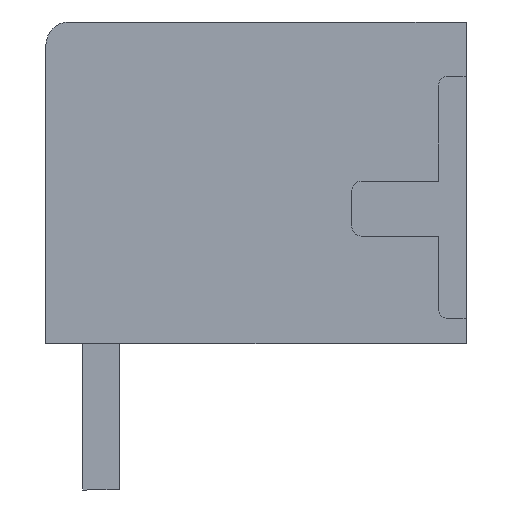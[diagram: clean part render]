
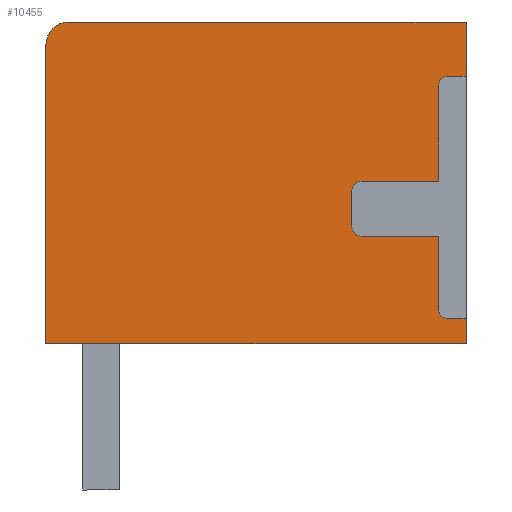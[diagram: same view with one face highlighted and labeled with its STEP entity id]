
A CAD part, left-side view. The second image highlights one B-rep face of the part: STEP entity #10455.
In plain terms, the highlighted planar face has unit normal (-1, 0, 0).
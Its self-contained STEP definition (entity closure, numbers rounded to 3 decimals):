
#10037=CARTESIAN_POINT('',(-23.26,-7.995,0.56));
#10038=VERTEX_POINT('',#10037);
#10039=CARTESIAN_POINT('',(-23.26,-7.595,0.56));
#10040=VERTEX_POINT('',#10039);
#10041=CARTESIAN_POINT('',(-23.26,-7.995,0.56));
#10042=DIRECTION('',(0.0,1.0,0.0));
#10043=VECTOR('',#10042,0.4);
#10044=LINE('',#10041,#10043);
#10045=EDGE_CURVE('',#10038,#10040,#10044,.T.);
#10077=CARTESIAN_POINT('',(-23.26,-7.395,0.76));
#10078=VERTEX_POINT('',#10077);
#10079=CARTESIAN_POINT('',(-23.26,-7.595,0.76));
#10080=DIRECTION('',(1.0,0.0,0.0));
#10081=DIRECTION('',(0.0,1.0,0.0));
#10082=AXIS2_PLACEMENT_3D('',#10079,#10080,#10081);
#10083=CIRCLE('',#10082,0.2);
#10084=EDGE_CURVE('',#10040,#10078,#10083,.T.);
#10110=CARTESIAN_POINT('',(-23.26,-7.395,2.36));
#10111=VERTEX_POINT('',#10110);
#10112=CARTESIAN_POINT('',(-23.26,-7.395,0.76));
#10113=DIRECTION('',(0.0,0.0,1.0));
#10114=VECTOR('',#10113,1.6);
#10115=LINE('',#10112,#10114);
#10116=EDGE_CURVE('',#10078,#10111,#10115,.T.);
#10141=CARTESIAN_POINT('',(-23.26,-5.695,2.36));
#10142=VERTEX_POINT('',#10141);
#10143=CARTESIAN_POINT('',(-23.26,-7.395,2.36));
#10144=DIRECTION('',(0.0,1.0,0.0));
#10145=VECTOR('',#10144,1.7);
#10146=LINE('',#10143,#10145);
#10147=EDGE_CURVE('',#10111,#10142,#10146,.T.);
#10172=CARTESIAN_POINT('',(-23.26,-5.495,2.56));
#10173=VERTEX_POINT('',#10172);
#10174=CARTESIAN_POINT('',(-23.26,-5.695,2.56));
#10175=DIRECTION('',(1.0,0.0,0.0));
#10176=DIRECTION('',(0.0,1.0,0.0));
#10177=AXIS2_PLACEMENT_3D('',#10174,#10175,#10176);
#10178=CIRCLE('',#10177,0.2);
#10179=EDGE_CURVE('',#10142,#10173,#10178,.T.);
#10205=CARTESIAN_POINT('',(-23.26,-5.495,3.36));
#10206=VERTEX_POINT('',#10205);
#10207=CARTESIAN_POINT('',(-23.26,-5.495,2.56));
#10208=DIRECTION('',(0.0,0.0,1.0));
#10209=VECTOR('',#10208,0.8);
#10210=LINE('',#10207,#10209);
#10211=EDGE_CURVE('',#10173,#10206,#10210,.T.);
#10236=CARTESIAN_POINT('',(-23.26,-5.695,3.56));
#10237=VERTEX_POINT('',#10236);
#10238=CARTESIAN_POINT('',(-23.26,-5.695,3.36));
#10239=DIRECTION('',(1.0,0.0,0.0));
#10240=DIRECTION('',(0.0,0.0,1.0));
#10241=AXIS2_PLACEMENT_3D('',#10238,#10239,#10240);
#10242=CIRCLE('',#10241,0.2);
#10243=EDGE_CURVE('',#10206,#10237,#10242,.T.);
#10269=CARTESIAN_POINT('',(-23.26,-7.395,3.56));
#10270=VERTEX_POINT('',#10269);
#10271=CARTESIAN_POINT('',(-23.26,-5.695,3.56));
#10272=DIRECTION('',(0.0,-1.0,0.0));
#10273=VECTOR('',#10272,1.7);
#10274=LINE('',#10271,#10273);
#10275=EDGE_CURVE('',#10237,#10270,#10274,.T.);
#10300=CARTESIAN_POINT('',(-23.26,-7.395,5.66));
#10301=VERTEX_POINT('',#10300);
#10302=CARTESIAN_POINT('',(-23.26,-7.395,3.56));
#10303=DIRECTION('',(0.0,0.0,1.0));
#10304=VECTOR('',#10303,2.1);
#10305=LINE('',#10302,#10304);
#10306=EDGE_CURVE('',#10270,#10301,#10305,.T.);
#10331=CARTESIAN_POINT('',(-23.26,-7.595,5.86));
#10332=VERTEX_POINT('',#10331);
#10333=CARTESIAN_POINT('',(-23.26,-7.595,5.66));
#10334=DIRECTION('',(1.0,0.0,0.0));
#10335=DIRECTION('',(0.0,0.0,1.0));
#10336=AXIS2_PLACEMENT_3D('',#10333,#10334,#10335);
#10337=CIRCLE('',#10336,0.2);
#10338=EDGE_CURVE('',#10301,#10332,#10337,.T.);
#10364=CARTESIAN_POINT('',(-23.26,-7.995,5.86));
#10365=VERTEX_POINT('',#10364);
#10366=CARTESIAN_POINT('',(-23.26,-7.595,5.86));
#10367=DIRECTION('',(0.0,-1.0,0.0));
#10368=VECTOR('',#10367,0.4);
#10369=LINE('',#10366,#10368);
#10370=EDGE_CURVE('',#10332,#10365,#10369,.T.);
#10390=CARTESIAN_POINT('',(-23.26,-8.455,-0.352));
#10391=DIRECTION('',(1.0,0.0,0.0));
#10392=DIRECTION('',(0.0,1.0,0.0));
#10393=AXIS2_PLACEMENT_3D('',#10390,#10391,#10392);
#10394=PLANE('',#10393);
#10395=CARTESIAN_POINT('',(-23.26,-7.995,0.));
#10396=VERTEX_POINT('',#10395);
#10397=CARTESIAN_POINT('',(-23.26,-7.995,0.56));
#10398=DIRECTION('',(0.0,0.0,-1.0));
#10399=VECTOR('',#10398,0.56);
#10400=LINE('',#10397,#10399);
#10401=EDGE_CURVE('',#10038,#10396,#10400,.T.);
#10402=ORIENTED_EDGE('',*,*,#10401,.F.);
#10403=ORIENTED_EDGE('',*,*,#10045,.T.);
#10404=ORIENTED_EDGE('',*,*,#10084,.T.);
#10405=ORIENTED_EDGE('',*,*,#10116,.T.);
#10406=ORIENTED_EDGE('',*,*,#10147,.T.);
#10407=ORIENTED_EDGE('',*,*,#10179,.T.);
#10408=ORIENTED_EDGE('',*,*,#10211,.T.);
#10409=ORIENTED_EDGE('',*,*,#10243,.T.);
#10410=ORIENTED_EDGE('',*,*,#10275,.T.);
#10411=ORIENTED_EDGE('',*,*,#10306,.T.);
#10412=ORIENTED_EDGE('',*,*,#10338,.T.);
#10413=ORIENTED_EDGE('',*,*,#10370,.T.);
#10414=CARTESIAN_POINT('',(-23.26,-7.995,7.05));
#10415=VERTEX_POINT('',#10414);
#10416=CARTESIAN_POINT('',(-23.26,-7.995,7.05));
#10417=DIRECTION('',(0.0,0.0,-1.0));
#10418=VECTOR('',#10417,1.19);
#10419=LINE('',#10416,#10418);
#10420=EDGE_CURVE('',#10415,#10365,#10419,.T.);
#10421=ORIENTED_EDGE('',*,*,#10420,.F.);
#10422=CARTESIAN_POINT('',(-23.26,0.705,7.05));
#10423=VERTEX_POINT('',#10422);
#10424=CARTESIAN_POINT('',(-23.26,0.705,7.05));
#10425=DIRECTION('',(0.0,-1.0,0.0));
#10426=VECTOR('',#10425,8.7);
#10427=LINE('',#10424,#10426);
#10428=EDGE_CURVE('',#10423,#10415,#10427,.T.);
#10429=ORIENTED_EDGE('',*,*,#10428,.F.);
#10430=CARTESIAN_POINT('',(-23.26,1.205,6.55));
#10431=VERTEX_POINT('',#10430);
#10432=CARTESIAN_POINT('',(-23.26,0.705,6.55));
#10433=DIRECTION('',(1.0,0.0,0.0));
#10434=DIRECTION('',(0.0,1.0,0.0));
#10435=AXIS2_PLACEMENT_3D('',#10432,#10433,#10434);
#10436=CIRCLE('',#10435,0.5);
#10437=EDGE_CURVE('',#10431,#10423,#10436,.T.);
#10438=ORIENTED_EDGE('',*,*,#10437,.F.);
#10439=CARTESIAN_POINT('',(-23.26,1.205,0.0));
#10440=VERTEX_POINT('',#10439);
#10441=CARTESIAN_POINT('',(-23.26,1.205,0.0));
#10442=DIRECTION('',(0.0,0.0,1.0));
#10443=VECTOR('',#10442,6.55);
#10444=LINE('',#10441,#10443);
#10445=EDGE_CURVE('',#10440,#10431,#10444,.T.);
#10446=ORIENTED_EDGE('',*,*,#10445,.F.);
#10447=CARTESIAN_POINT('',(-23.26,-7.995,0.));
#10448=DIRECTION('',(0.0,1.0,0.0));
#10449=VECTOR('',#10448,9.2);
#10450=LINE('',#10447,#10449);
#10451=EDGE_CURVE('',#10396,#10440,#10450,.T.);
#10452=ORIENTED_EDGE('',*,*,#10451,.F.);
#10453=EDGE_LOOP('',(#10402,#10403,#10404,#10405,#10406,#10407,#10408,#10409,#10410,#10411,#10412,#10413,#10421,#10429,#10438,#10446,#10452));
#10454=FACE_OUTER_BOUND('',#10453,.T.);
#10455=ADVANCED_FACE('',(#10454),#10394,.F.);
